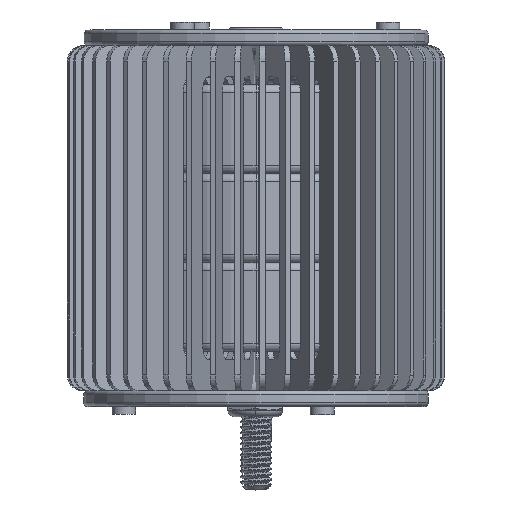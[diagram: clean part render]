
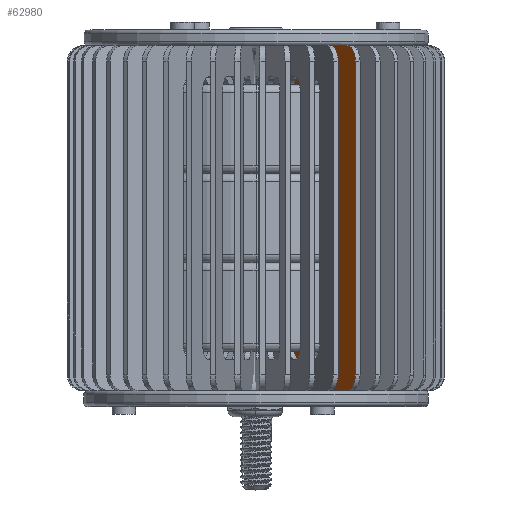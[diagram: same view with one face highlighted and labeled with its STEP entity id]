
A CAD part, top view. The second image highlights one B-rep face of the part: STEP entity #62980.
In plain terms, the highlighted planar face has unit normal (-0.843, 0, 0.538).
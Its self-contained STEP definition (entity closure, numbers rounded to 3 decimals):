
#722 = DIRECTION ( 'NONE',  ( 0.538, 0., 0.843 ) ) ;
#1243 = EDGE_CURVE ( 'NONE', #64510, #69831, #67537, .T. ) ;
#1248 = DIRECTION ( 'NONE',  ( -0.538, 0., -0.843 ) ) ;
#1278 = CARTESIAN_POINT ( 'NONE',  ( 10.518, -21.7, 17.132 ) ) ;
#2424 = ORIENTED_EDGE ( 'NONE', *, *, #21184, .T. ) ;
#2842 = CARTESIAN_POINT ( 'NONE',  ( 3.213, 14.35, 5.684 ) ) ;
#2971 = EDGE_CURVE ( 'NONE', #7576, #72995, #3938, .T. ) ;
#3007 = EDGE_CURVE ( 'NONE', #41786, #55300, #47317, .T. ) ;
#3099 = CIRCLE ( 'NONE', #23578, 2. ) ;
#3535 = CARTESIAN_POINT ( 'NONE',  ( 10.518, 10.35, 17.132 ) ) ;
#3938 = CIRCLE ( 'NONE', #46117, 2. ) ;
#6008 = DIRECTION ( 'NONE',  ( 0.843, 0., -0.538 ) ) ;
#6524 = CARTESIAN_POINT ( 'NONE',  ( 5.364, 10.35, 9.056 ) ) ;
#7576 = VERTEX_POINT ( 'NONE', #68907 ) ;
#7622 = DIRECTION ( 'NONE',  ( -0.538, 0., -0.843 ) ) ;
#7885 = EDGE_CURVE ( 'NONE', #64510, #68081, #69900, .T. ) ;
#8741 = CARTESIAN_POINT ( 'NONE',  ( 9.442, -21.7, 15.446 ) ) ;
#9000 = VECTOR ( 'NONE', #51875, 1000. ) ;
#9549 = CARTESIAN_POINT ( 'NONE',  ( 12.67, -25.7, 20.504 ) ) ;
#11092 = VERTEX_POINT ( 'NONE', #23291 ) ;
#12529 = FACE_BOUND ( 'NONE', #43799, .T. ) ;
#12853 = DIRECTION ( 'NONE',  ( -0.843, 0., 0.538 ) ) ;
#13300 = LINE ( 'NONE', #46911, #20265 ) ;
#14146 = DIRECTION ( 'NONE',  ( -0.538, 0., -0.843 ) ) ;
#15230 = CARTESIAN_POINT ( 'NONE',  ( 3.213, 16.35, 5.684 ) ) ;
#18823 = VECTOR ( 'NONE', #35304, 1000. ) ;
#19062 = EDGE_CURVE ( 'NONE', #32341, #11092, #34474, .T. ) ;
#19262 = DIRECTION ( 'NONE',  ( 0., -1., 0. ) ) ;
#19328 = DIRECTION ( 'NONE',  ( 0.843, 0., -0.538 ) ) ;
#20265 = VECTOR ( 'NONE', #1248, 1000. ) ;
#20521 = DIRECTION ( 'NONE',  ( 0., -1., 0. ) ) ;
#20954 = CARTESIAN_POINT ( 'NONE',  ( 4.288, 16.35, 7.37 ) ) ;
#21184 = EDGE_CURVE ( 'NONE', #55300, #34904, #70464, .T. ) ;
#21284 = CARTESIAN_POINT ( 'NONE',  ( 9.442, 10.35, 15.446 ) ) ;
#21538 = CARTESIAN_POINT ( 'NONE',  ( 10.518, 12.35, 17.132 ) ) ;
#21951 = AXIS2_PLACEMENT_3D ( 'NONE', #29648, #58444, #40241 ) ;
#22251 = ORIENTED_EDGE ( 'NONE', *, *, #26919, .T. ) ;
#22732 = CARTESIAN_POINT ( 'NONE',  ( -0.295, 0., 0.188 ) ) ;
#23291 = CARTESIAN_POINT ( 'NONE',  ( 12.67, 14.35, 20.504 ) ) ;
#23578 = AXIS2_PLACEMENT_3D ( 'NONE', #51168, #62184, #56103 ) ;
#23655 = EDGE_LOOP ( 'NONE', ( #22251, #63199, #2424, #61382, #32086, #25313, #67223, #35977 ) ) ;
#24133 = VERTEX_POINT ( 'NONE', #58976 ) ;
#24228 = DIRECTION ( 'NONE',  ( -0.538, 0., -0.843 ) ) ;
#25313 = ORIENTED_EDGE ( 'NONE', *, *, #68903, .T. ) ;
#26779 = AXIS2_PLACEMENT_3D ( 'NONE', #62528, #12853, #33366 ) ;
#26919 = EDGE_CURVE ( 'NONE', #43671, #41786, #37498, .T. ) ;
#28803 = ORIENTED_EDGE ( 'NONE', *, *, #70564, .F. ) ;
#29648 = CARTESIAN_POINT ( 'NONE',  ( 11.594, -25.7, 18.818 ) ) ;
#29900 = AXIS2_PLACEMENT_3D ( 'NONE', #22732, #52199, #24228 ) ;
#30367 = ORIENTED_EDGE ( 'NONE', *, *, #49245, .T. ) ;
#31093 = VECTOR ( 'NONE', #40916, 1000. ) ;
#31935 = VERTEX_POINT ( 'NONE', #20954 ) ;
#32028 = VECTOR ( 'NONE', #19262, 1000. ) ;
#32086 = ORIENTED_EDGE ( 'NONE', *, *, #19062, .T. ) ;
#32341 = VERTEX_POINT ( 'NONE', #9549 ) ;
#32467 = ORIENTED_EDGE ( 'NONE', *, *, #2971, .T. ) ;
#33366 = DIRECTION ( 'NONE',  ( -0.538, 0., -0.843 ) ) ;
#33541 = VERTEX_POINT ( 'NONE', #6524 ) ;
#33869 = VERTEX_POINT ( 'NONE', #1278 ) ;
#34207 = CARTESIAN_POINT ( 'NONE',  ( 9.442, -23.7, 15.446 ) ) ;
#34444 = ORIENTED_EDGE ( 'NONE', *, *, #41866, .F. ) ;
#34474 = LINE ( 'NONE', #57194, #9000 ) ;
#34898 = AXIS2_PLACEMENT_3D ( 'NONE', #57016, #6008, #56649 ) ;
#34904 = VERTEX_POINT ( 'NONE', #73207 ) ;
#35304 = DIRECTION ( 'NONE',  ( -0.538, 0., -0.843 ) ) ;
#35977 = ORIENTED_EDGE ( 'NONE', *, *, #47472, .T. ) ;
#36877 = EDGE_CURVE ( 'NONE', #43482, #31935, #13300, .T. ) ;
#36964 = CIRCLE ( 'NONE', #52669, 2. ) ;
#37062 = VECTOR ( 'NONE', #20521, 1000. ) ;
#37137 = AXIS2_PLACEMENT_3D ( 'NONE', #8741, #19328, #71509 ) ;
#37498 = LINE ( 'NONE', #15230, #37062 ) ;
#40241 = DIRECTION ( 'NONE',  ( -0.538, 0., -0.843 ) ) ;
#40916 = DIRECTION ( 'NONE',  ( 0.538, 0., 0.843 ) ) ;
#41786 = VERTEX_POINT ( 'NONE', #68075 ) ;
#41866 = EDGE_CURVE ( 'NONE', #33869, #72995, #50253, .T. ) ;
#43482 = VERTEX_POINT ( 'NONE', #47413 ) ;
#43671 = VERTEX_POINT ( 'NONE', #2842 ) ;
#43799 = EDGE_LOOP ( 'NONE', ( #34444, #45208, #58328, #57278, #60323, #30367, #28803, #32467 ) ) ;
#44321 = DIRECTION ( 'NONE',  ( 0.843, 0., -0.538 ) ) ;
#44323 = CARTESIAN_POINT ( 'NONE',  ( 6.44, -23.7, 10.742 ) ) ;
#44599 = DIRECTION ( 'NONE',  ( 0., 1., 0. ) ) ;
#44831 = DIRECTION ( 'NONE',  ( -0.843, 0., 0.538 ) ) ;
#45208 = ORIENTED_EDGE ( 'NONE', *, *, #63139, .T. ) ;
#46117 = AXIS2_PLACEMENT_3D ( 'NONE', #21284, #44321, #14146 ) ;
#46911 = CARTESIAN_POINT ( 'NONE',  ( 12.67, 16.35, 20.504 ) ) ;
#47317 = CIRCLE ( 'NONE', #26779, 2. ) ;
#47413 = CARTESIAN_POINT ( 'NONE',  ( 11.594, 16.35, 18.818 ) ) ;
#47472 = EDGE_CURVE ( 'NONE', #31935, #43671, #3099, .T. ) ;
#49245 = EDGE_CURVE ( 'NONE', #33541, #24133, #36964, .T. ) ;
#50253 = LINE ( 'NONE', #21538, #62505 ) ;
#50880 = CIRCLE ( 'NONE', #21951, 2. ) ;
#51168 = CARTESIAN_POINT ( 'NONE',  ( 4.288, 14.35, 7.37 ) ) ;
#51384 = VECTOR ( 'NONE', #722, 1000. ) ;
#51875 = DIRECTION ( 'NONE',  ( 0., 1., 0. ) ) ;
#52199 = DIRECTION ( 'NONE',  ( 0.843, 0., -0.538 ) ) ;
#52669 = AXIS2_PLACEMENT_3D ( 'NONE', #71114, #59402, #7622 ) ;
#54411 = EDGE_CURVE ( 'NONE', #33541, #69831, #70690, .T. ) ;
#55231 = CIRCLE ( 'NONE', #37137, 2. ) ;
#55300 = VERTEX_POINT ( 'NONE', #73004 ) ;
#56103 = DIRECTION ( 'NONE',  ( -0.538, 0., -0.843 ) ) ;
#56435 = CARTESIAN_POINT ( 'NONE',  ( 5.364, -21.7, 9.056 ) ) ;
#56649 = DIRECTION ( 'NONE',  ( -0.538, 0., -0.843 ) ) ;
#57016 = CARTESIAN_POINT ( 'NONE',  ( 6.44, -21.7, 10.742 ) ) ;
#57194 = CARTESIAN_POINT ( 'NONE',  ( 12.67, 16.35, 20.504 ) ) ;
#57278 = ORIENTED_EDGE ( 'NONE', *, *, #1243, .T. ) ;
#57646 = CARTESIAN_POINT ( 'NONE',  ( 10.518, 12.35, 17.132 ) ) ;
#57690 = DIRECTION ( 'NONE',  ( -0.538, 0., -0.843 ) ) ;
#57981 = CARTESIAN_POINT ( 'NONE',  ( 12.67, -27.7, 20.504 ) ) ;
#58328 = ORIENTED_EDGE ( 'NONE', *, *, #7885, .F. ) ;
#58444 = DIRECTION ( 'NONE',  ( -0.843, 0., 0.538 ) ) ;
#58662 = PLANE ( 'NONE',  #29900 ) ;
#58976 = CARTESIAN_POINT ( 'NONE',  ( 6.44, 12.35, 10.742 ) ) ;
#59402 = DIRECTION ( 'NONE',  ( 0.843, 0., -0.538 ) ) ;
#59706 = EDGE_CURVE ( 'NONE', #34904, #32341, #50880, .T. ) ;
#60323 = ORIENTED_EDGE ( 'NONE', *, *, #54411, .F. ) ;
#60757 = CIRCLE ( 'NONE', #64544, 2. ) ;
#61382 = ORIENTED_EDGE ( 'NONE', *, *, #59706, .T. ) ;
#62184 = DIRECTION ( 'NONE',  ( -0.843, 0., 0.538 ) ) ;
#62505 = VECTOR ( 'NONE', #44599, 1000. ) ;
#62528 = CARTESIAN_POINT ( 'NONE',  ( 4.288, -25.7, 7.37 ) ) ;
#62980 = ADVANCED_FACE ( 'NONE', ( #74543, #12529 ), #58662, .F. ) ;
#63139 = EDGE_CURVE ( 'NONE', #33869, #68081, #55231, .T. ) ;
#63199 = ORIENTED_EDGE ( 'NONE', *, *, #3007, .T. ) ;
#63338 = LINE ( 'NONE', #57646, #18823 ) ;
#63380 = CARTESIAN_POINT ( 'NONE',  ( 11.594, 14.35, 18.818 ) ) ;
#64510 = VERTEX_POINT ( 'NONE', #44323 ) ;
#64544 = AXIS2_PLACEMENT_3D ( 'NONE', #63380, #44831, #57690 ) ;
#65386 = CARTESIAN_POINT ( 'NONE',  ( 10.518, -23.7, 17.132 ) ) ;
#66140 = CARTESIAN_POINT ( 'NONE',  ( 5.364, 12.35, 9.056 ) ) ;
#67223 = ORIENTED_EDGE ( 'NONE', *, *, #36877, .T. ) ;
#67537 = CIRCLE ( 'NONE', #34898, 2. ) ;
#68075 = CARTESIAN_POINT ( 'NONE',  ( 3.213, -25.7, 5.684 ) ) ;
#68081 = VERTEX_POINT ( 'NONE', #34207 ) ;
#68903 = EDGE_CURVE ( 'NONE', #11092, #43482, #60757, .T. ) ;
#68907 = CARTESIAN_POINT ( 'NONE',  ( 9.442, 12.35, 15.446 ) ) ;
#69831 = VERTEX_POINT ( 'NONE', #56435 ) ;
#69900 = LINE ( 'NONE', #65386, #51384 ) ;
#70464 = LINE ( 'NONE', #57981, #31093 ) ;
#70564 = EDGE_CURVE ( 'NONE', #7576, #24133, #63338, .T. ) ;
#70690 = LINE ( 'NONE', #66140, #32028 ) ;
#71114 = CARTESIAN_POINT ( 'NONE',  ( 6.44, 10.35, 10.742 ) ) ;
#71509 = DIRECTION ( 'NONE',  ( -0.538, 0., -0.843 ) ) ;
#72995 = VERTEX_POINT ( 'NONE', #3535 ) ;
#73004 = CARTESIAN_POINT ( 'NONE',  ( 4.288, -27.7, 7.37 ) ) ;
#73207 = CARTESIAN_POINT ( 'NONE',  ( 11.594, -27.7, 18.818 ) ) ;
#74543 = FACE_OUTER_BOUND ( 'NONE', #23655, .T. ) ;
